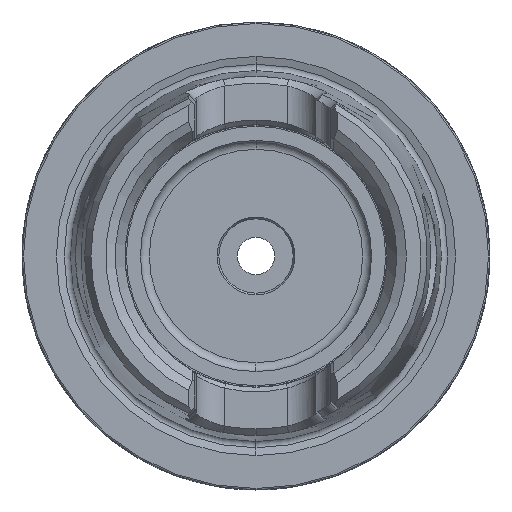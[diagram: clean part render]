
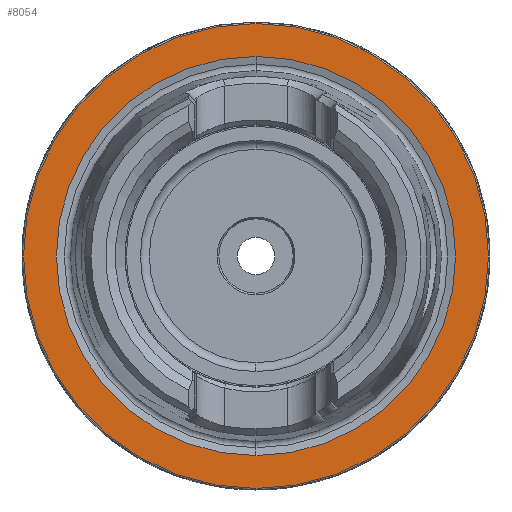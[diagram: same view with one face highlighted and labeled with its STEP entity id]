
A CAD part, left-side view. The second image highlights one B-rep face of the part: STEP entity #8054.
In plain terms, the highlighted planar face has unit normal (-1, 0, 0).
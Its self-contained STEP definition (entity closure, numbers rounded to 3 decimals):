
#175 = CARTESIAN_POINT ( 'NONE',  ( 0., 0., 0. ) ) ;
#271 = CARTESIAN_POINT ( 'NONE',  ( 0., 0., 31.275 ) ) ;
#419 = DIRECTION ( 'NONE',  ( 0., 0., -1. ) ) ;
#1043 = DIRECTION ( 'NONE',  ( 0., 0., 1. ) ) ;
#1221 = VERTEX_POINT ( 'NONE', #5922 ) ;
#1684 = EDGE_CURVE ( 'NONE', #9106, #3281, #11064, .T. ) ;
#2391 = EDGE_CURVE ( 'NONE', #3281, #9106, #10518, .T. ) ;
#2415 = DIRECTION ( 'NONE',  ( 0., 0., 1. ) ) ;
#2708 = CARTESIAN_POINT ( 'NONE',  ( 0., 0., 0. ) ) ;
#3281 = VERTEX_POINT ( 'NONE', #271 ) ;
#3340 = CARTESIAN_POINT ( 'NONE',  ( 0., 0., 0. ) ) ;
#3473 = AXIS2_PLACEMENT_3D ( 'NONE', #9695, #4583, #10546 ) ;
#3573 = DIRECTION ( 'NONE',  ( 0., 0., 1. ) ) ;
#3871 = EDGE_CURVE ( 'NONE', #6357, #1221, #9668, .T. ) ;
#3910 = AXIS2_PLACEMENT_3D ( 'NONE', #3340, #4349, #2415 ) ;
#3959 = CARTESIAN_POINT ( 'NONE',  ( 0., 0., 26.85 ) ) ;
#3990 = CIRCLE ( 'NONE', #8038, 26.85 ) ;
#4304 = FACE_OUTER_BOUND ( 'NONE', #8757, .T. ) ;
#4349 = DIRECTION ( 'NONE',  ( -1., 0., 0. ) ) ;
#4571 = CARTESIAN_POINT ( 'NONE',  ( 0., 0., -31.275 ) ) ;
#4583 = DIRECTION ( 'NONE',  ( -1., 0., 0. ) ) ;
#4704 = CARTESIAN_POINT ( 'NONE',  ( 0., 31.275, 0. ) ) ;
#5117 = ORIENTED_EDGE ( 'NONE', *, *, #1684, .T. ) ;
#5224 = AXIS2_PLACEMENT_3D ( 'NONE', #175, #6152, #1043 ) ;
#5545 = DIRECTION ( 'NONE',  ( 1., 0., 0. ) ) ;
#5597 = AXIS2_PLACEMENT_3D ( 'NONE', #4704, #5545, #419 ) ;
#5922 = CARTESIAN_POINT ( 'NONE',  ( 0., 0., -26.85 ) ) ;
#6152 = DIRECTION ( 'NONE',  ( -1., 0., 0. ) ) ;
#6357 = VERTEX_POINT ( 'NONE', #3959 ) ;
#6941 = EDGE_LOOP ( 'NONE', ( #7265, #10469 ) ) ;
#7265 = ORIENTED_EDGE ( 'NONE', *, *, #3871, .F. ) ;
#8038 = AXIS2_PLACEMENT_3D ( 'NONE', #2708, #8698, #3573 ) ;
#8051 = PLANE ( 'NONE',  #5597 ) ;
#8054 = ADVANCED_FACE ( 'NONE', ( #10817, #4304 ), #8051, .F. ) ;
#8698 = DIRECTION ( 'NONE',  ( -1., 0., 0. ) ) ;
#8757 = EDGE_LOOP ( 'NONE', ( #9273, #5117 ) ) ;
#8990 = EDGE_CURVE ( 'NONE', #1221, #6357, #3990, .T. ) ;
#9106 = VERTEX_POINT ( 'NONE', #4571 ) ;
#9273 = ORIENTED_EDGE ( 'NONE', *, *, #2391, .T. ) ;
#9668 = CIRCLE ( 'NONE', #3473, 26.85 ) ;
#9695 = CARTESIAN_POINT ( 'NONE',  ( 0., 0., 0. ) ) ;
#10469 = ORIENTED_EDGE ( 'NONE', *, *, #8990, .F. ) ;
#10518 = CIRCLE ( 'NONE', #5224, 31.275 ) ;
#10546 = DIRECTION ( 'NONE',  ( 0., 0., 1. ) ) ;
#10817 = FACE_BOUND ( 'NONE', #6941, .T. ) ;
#11064 = CIRCLE ( 'NONE', #3910, 31.275 ) ;
